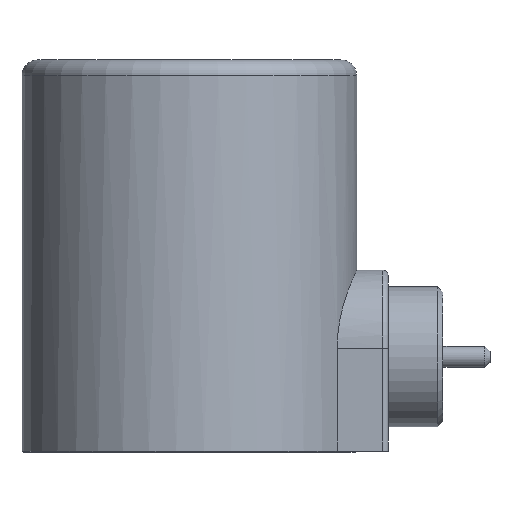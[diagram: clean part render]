
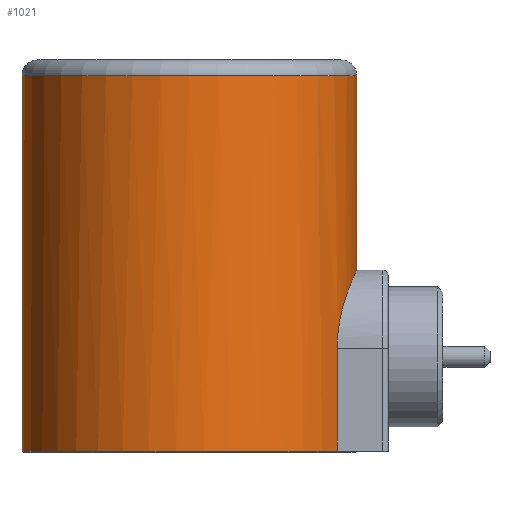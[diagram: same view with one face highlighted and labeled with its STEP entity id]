
A CAD part, front view. The second image highlights one B-rep face of the part: STEP entity #1021.
In plain terms, the highlighted cylindrical face has radius 32 mm (diameter 64 mm), a partial arc.
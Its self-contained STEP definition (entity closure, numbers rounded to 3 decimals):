
#20 = VERTEX_POINT ( 'NONE', #2314 ) ;
#39 = ORIENTED_EDGE ( 'NONE', *, *, #1091, .T. ) ;
#59 = CARTESIAN_POINT ( 'NONE',  ( 28.538, -14.479, 23.75 ) ) ;
#67 = CARTESIAN_POINT ( 'NONE',  ( 28.683, -14.189, 24.689 ) ) ;
#74 = CARTESIAN_POINT ( 'NONE',  ( 29.043, -13.438, 26.482 ) ) ;
#80 = CARTESIAN_POINT ( 'NONE',  ( 28.765, -14.023, 25.147 ) ) ;
#84 = CARTESIAN_POINT ( 'NONE',  ( 28.945, -13.647, 26.044 ) ) ;
#93 = VERTEX_POINT ( 'NONE', #2445 ) ;
#162 = ORIENTED_EDGE ( 'NONE', *, *, #1496, .T. ) ;
#171 = B_SPLINE_CURVE_WITH_KNOTS ( 'NONE', 3,
 ( #2347, #1999, #2008, #1992, #1808, #1802, #1612, #1625, #1254, #1258, #1243, #667, #1074, #510, #489, #300, #1264, #287, #272, #74, #84, #80, #67, #59, #2340, #1832, #1824, #1813 ),
 .UNSPECIFIED., .F., .F.,
 ( 4, 2, 2, 2, 2, 2, 2, 2, 2, 2, 2, 2, 2, 4 ),
 ( 0.024, 0.025, 0.027, 0.028, 0.03, 0.033, 0.034, 0.036, 0.039, 0.04, 0.042, 0.043, 0.045, 0.048 ),
 .UNSPECIFIED. ) ;
#176 = AXIS2_PLACEMENT_3D ( 'NONE', #1421, #863, #856 ) ;
#272 = CARTESIAN_POINT ( 'NONE',  ( 29.252, -12.977, 27.339 ) ) ;
#287 = CARTESIAN_POINT ( 'NONE',  ( 29.363, -12.724, 27.759 ) ) ;
#292 = VERTEX_POINT ( 'NONE', #575 ) ;
#295 = LINE ( 'NONE', #1166, #1760 ) ;
#300 = CARTESIAN_POINT ( 'NONE',  ( 29.948, -11.297, 29.715 ) ) ;
#342 = ORIENTED_EDGE ( 'NONE', *, *, #1081, .F. ) ;
#489 = CARTESIAN_POINT ( 'NONE',  ( 30.307, -10.276, 30.738 ) ) ;
#510 = CARTESIAN_POINT ( 'NONE',  ( 30.427, -9.918, 31.064 ) ) ;
#556 = CARTESIAN_POINT ( 'NONE',  ( -32., 0., 72. ) ) ;
#575 = CARTESIAN_POINT ( 'NONE',  ( 28.267, -15., 0.2 ) ) ;
#661 = ORIENTED_EDGE ( 'NONE', *, *, #1971, .T. ) ;
#667 = CARTESIAN_POINT ( 'NONE',  ( 30.776, -8.774, 31.976 ) ) ;
#679 = CARTESIAN_POINT ( 'NONE',  ( 28.267, -15., 75. ) ) ;
#733 = CARTESIAN_POINT ( 'NONE',  ( 0., 0., 75. ) ) ;
#745 = DIRECTION ( 'NONE',  ( 0., 0., -1. ) ) ;
#814 = DIRECTION ( 'NONE',  ( 0., 0., -1. ) ) ;
#856 = DIRECTION ( 'NONE',  ( 1., 0., 0. ) ) ;
#863 = DIRECTION ( 'NONE',  ( 0., 0., -1. ) ) ;
#903 = CIRCLE ( 'NONE', #907, 32. ) ;
#907 = AXIS2_PLACEMENT_3D ( 'NONE', #1440, #1436, #1268 ) ;
#931 = DIRECTION ( 'NONE',  ( -1., 0., 0. ) ) ;
#933 = LINE ( 'NONE', #1278, #2273 ) ;
#952 = ORIENTED_EDGE ( 'NONE', *, *, #2344, .F. ) ;
#1021 = ADVANCED_FACE ( 'NONE', ( #1552 ), #1807, .T. ) ;
#1074 = CARTESIAN_POINT ( 'NONE',  ( 30.662, -9.165, 31.684 ) ) ;
#1078 = EDGE_CURVE ( 'NONE', #1224, #292, #1893, .T. ) ;
#1081 = EDGE_CURVE ( 'NONE', #93, #1224, #171, .T. ) ;
#1091 = EDGE_CURVE ( 'NONE', #20, #292, #903, .T. ) ;
#1166 = CARTESIAN_POINT ( 'NONE',  ( -32., 0., 75. ) ) ;
#1224 = VERTEX_POINT ( 'NONE', #1838 ) ;
#1243 = CARTESIAN_POINT ( 'NONE',  ( 31.104, -7.566, 32.789 ) ) ;
#1254 = CARTESIAN_POINT ( 'NONE',  ( 31.554, -5.344, 33.825 ) ) ;
#1258 = CARTESIAN_POINT ( 'NONE',  ( 31.302, -6.71, 33.252 ) ) ;
#1264 = CARTESIAN_POINT ( 'NONE',  ( 29.707, -11.909, 28.972 ) ) ;
#1268 = DIRECTION ( 'NONE',  ( 1., 0., 0. ) ) ;
#1278 = CARTESIAN_POINT ( 'NONE',  ( 32., 0., 75. ) ) ;
#1414 = VECTOR ( 'NONE', #2327, 1000. ) ;
#1421 = CARTESIAN_POINT ( 'NONE',  ( 0., 0., 72. ) ) ;
#1436 = DIRECTION ( 'NONE',  ( 0., 0., 1. ) ) ;
#1440 = CARTESIAN_POINT ( 'NONE',  ( 0., 0., 0.2 ) ) ;
#1443 = VERTEX_POINT ( 'NONE', #1584 ) ;
#1458 = DIRECTION ( 'NONE',  ( 0., 0., -1. ) ) ;
#1496 = EDGE_CURVE ( 'NONE', #1443, #1723, #1701, .T. ) ;
#1552 = FACE_OUTER_BOUND ( 'NONE', #2079, .T. ) ;
#1584 = CARTESIAN_POINT ( 'NONE',  ( 32., 0., 72. ) ) ;
#1612 = CARTESIAN_POINT ( 'NONE',  ( 31.761, -3.932, 34.284 ) ) ;
#1625 = CARTESIAN_POINT ( 'NONE',  ( 31.63, -4.876, 33.994 ) ) ;
#1701 = CIRCLE ( 'NONE', #176, 32. ) ;
#1723 = VERTEX_POINT ( 'NONE', #556 ) ;
#1760 = VECTOR ( 'NONE', #814, 1000. ) ;
#1802 = CARTESIAN_POINT ( 'NONE',  ( 31.817, -3.455, 34.405 ) ) ;
#1807 = CYLINDRICAL_SURFACE ( 'NONE', #1898, 32. ) ;
#1808 = CARTESIAN_POINT ( 'NONE',  ( 31.907, -2.486, 34.601 ) ) ;
#1813 = CARTESIAN_POINT ( 'NONE',  ( 28.267, -15., 19.8 ) ) ;
#1824 = CARTESIAN_POINT ( 'NONE',  ( 28.267, -15., 20.806 ) ) ;
#1832 = CARTESIAN_POINT ( 'NONE',  ( 28.32, -14.9, 21.799 ) ) ;
#1838 = CARTESIAN_POINT ( 'NONE',  ( 28.267, -15., 19.8 ) ) ;
#1893 = LINE ( 'NONE', #679, #1414 ) ;
#1898 = AXIS2_PLACEMENT_3D ( 'NONE', #733, #745, #931 ) ;
#1971 = EDGE_CURVE ( 'NONE', #1723, #20, #295, .T. ) ;
#1992 = CARTESIAN_POINT ( 'NONE',  ( 31.942, -1.996, 34.675 ) ) ;
#1999 = CARTESIAN_POINT ( 'NONE',  ( 32., -0.498, 34.8 ) ) ;
#2008 = CARTESIAN_POINT ( 'NONE',  ( 31.988, -1.001, 34.775 ) ) ;
#2079 = EDGE_LOOP ( 'NONE', ( #952, #162, #661, #39, #2165, #342 ) ) ;
#2165 = ORIENTED_EDGE ( 'NONE', *, *, #1078, .F. ) ;
#2273 = VECTOR ( 'NONE', #1458, 1000. ) ;
#2314 = CARTESIAN_POINT ( 'NONE',  ( -32., 0., 0.2 ) ) ;
#2327 = DIRECTION ( 'NONE',  ( 0., 0., -1. ) ) ;
#2340 = CARTESIAN_POINT ( 'NONE',  ( 28.475, -14.602, 23.269 ) ) ;
#2344 = EDGE_CURVE ( 'NONE', #1443, #93, #933, .T. ) ;
#2347 = CARTESIAN_POINT ( 'NONE',  ( 32., 0., 34.8 ) ) ;
#2445 = CARTESIAN_POINT ( 'NONE',  ( 32., 0., 34.8 ) ) ;
